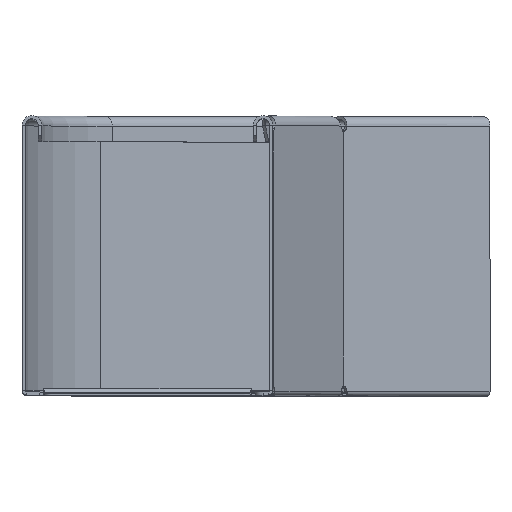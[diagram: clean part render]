
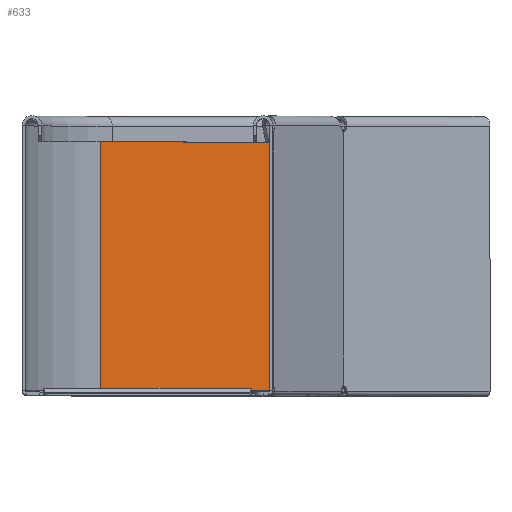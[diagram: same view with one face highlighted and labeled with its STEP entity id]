
A CAD part, top view. The second image highlights one B-rep face of the part: STEP entity #633.
In plain terms, the highlighted planar face has unit normal (0.707, 0, 0.707).
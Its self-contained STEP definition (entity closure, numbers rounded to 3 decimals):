
#281 = LINE ( 'NONE', #1669, #1853 ) ;
#355 = DIRECTION ( 'NONE',  ( 0., 1., 0. ) ) ;
#426 = CARTESIAN_POINT ( 'NONE',  ( 112.056, 0., -267.51 ) ) ;
#446 = EDGE_CURVE ( 'NONE', #2380, #1872, #5666, .T. ) ;
#455 = CARTESIAN_POINT ( 'NONE',  ( 30.173, 103.25, -185.627 ) ) ;
#487 = EDGE_CURVE ( 'NONE', #1872, #2921, #1755, .T. ) ;
#556 = EDGE_CURVE ( 'NONE', #2363, #2921, #4441, .T. ) ;
#633 = ADVANCED_FACE ( 'NONE', ( #5493 ), #4429, .T. ) ;
#833 = ORIENTED_EDGE ( 'NONE', *, *, #487, .T. ) ;
#862 = AXIS2_PLACEMENT_3D ( 'NONE', #5370, #3212, #355 ) ;
#1355 = DIRECTION ( 'NONE',  ( 0.707, 0., -0.707 ) ) ;
#1573 = CARTESIAN_POINT ( 'NONE',  ( 30.173, 1.75, -185.627 ) ) ;
#1626 = VECTOR ( 'NONE', #1355, 1000. ) ;
#1669 = CARTESIAN_POINT ( 'NONE',  ( 30.173, 0., -185.627 ) ) ;
#1744 = VECTOR ( 'NONE', #2542, 1000. ) ;
#1755 = LINE ( 'NONE', #426, #2001 ) ;
#1853 = VECTOR ( 'NONE', #5303, 1000. ) ;
#1872 = VERTEX_POINT ( 'NONE', #3799 ) ;
#1962 = ORIENTED_EDGE ( 'NONE', *, *, #446, .T. ) ;
#2001 = VECTOR ( 'NONE', #4961, 1000. ) ;
#2363 = VERTEX_POINT ( 'NONE', #3971 ) ;
#2380 = VERTEX_POINT ( 'NONE', #4816 ) ;
#2542 = DIRECTION ( 'NONE',  ( 0.707, 0., -0.707 ) ) ;
#2921 = VERTEX_POINT ( 'NONE', #3189 ) ;
#3012 = EDGE_LOOP ( 'NONE', ( #833, #3252, #3785, #1962 ) ) ;
#3189 = CARTESIAN_POINT ( 'NONE',  ( 112.056, 103.25, -267.51 ) ) ;
#3212 = DIRECTION ( 'NONE',  ( 0.707, 0., 0.707 ) ) ;
#3252 = ORIENTED_EDGE ( 'NONE', *, *, #556, .F. ) ;
#3785 = ORIENTED_EDGE ( 'NONE', *, *, #5595, .F. ) ;
#3799 = CARTESIAN_POINT ( 'NONE',  ( 112.056, 1.75, -267.51 ) ) ;
#3971 = CARTESIAN_POINT ( 'NONE',  ( 30.173, 103.25, -185.627 ) ) ;
#4429 = PLANE ( 'NONE',  #862 ) ;
#4441 = LINE ( 'NONE', #455, #1626 ) ;
#4816 = CARTESIAN_POINT ( 'NONE',  ( 30.173, 1.75, -185.627 ) ) ;
#4961 = DIRECTION ( 'NONE',  ( 0., 1., 0. ) ) ;
#5303 = DIRECTION ( 'NONE',  ( 0., 1., 0. ) ) ;
#5370 = CARTESIAN_POINT ( 'NONE',  ( 30.173, 0., -185.627 ) ) ;
#5493 = FACE_OUTER_BOUND ( 'NONE', #3012, .T. ) ;
#5595 = EDGE_CURVE ( 'NONE', #2380, #2363, #281, .T. ) ;
#5666 = LINE ( 'NONE', #1573, #1744 ) ;
